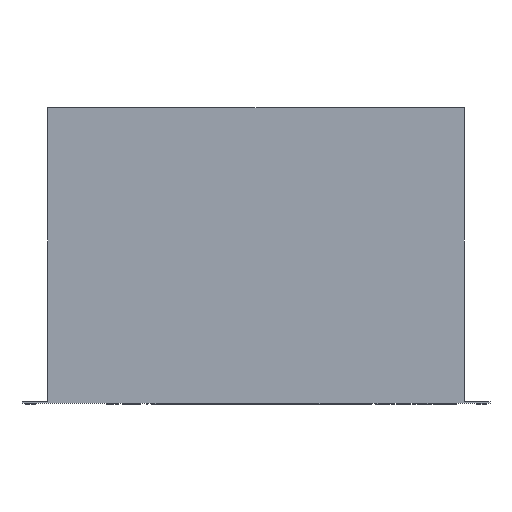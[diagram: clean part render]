
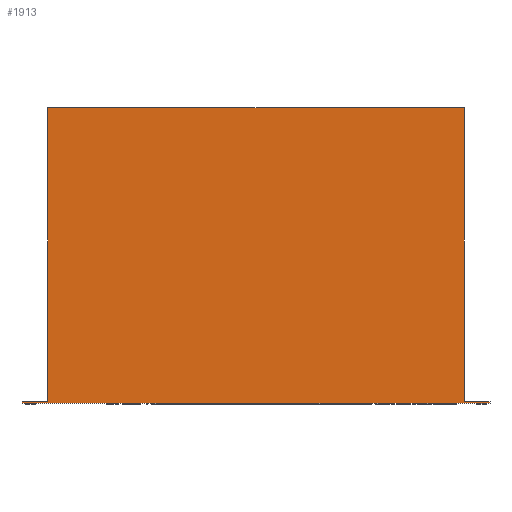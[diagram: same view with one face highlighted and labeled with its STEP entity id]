
A CAD part, front view. The second image highlights one B-rep face of the part: STEP entity #1913.
In plain terms, the highlighted planar face has unit normal (0, -1, 0).
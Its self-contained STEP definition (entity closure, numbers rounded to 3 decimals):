
#16 = VECTOR ( 'NONE', #14120, 1000. ) ;
#37 = VECTOR ( 'NONE', #6904, 1000. ) ;
#342 = ORIENTED_EDGE ( 'NONE', *, *, #8334, .F. ) ;
#452 = LINE ( 'NONE', #3228, #1295 ) ;
#988 = EDGE_CURVE ( 'NONE', #10870, #9495, #452, .T. ) ;
#1061 = EDGE_LOOP ( 'NONE', ( #14558, #2047, #14021, #11187, #16812, #342, #10996, #14452 ) ) ;
#1295 = VECTOR ( 'NONE', #15236, 1000. ) ;
#1389 = EDGE_CURVE ( 'NONE', #2822, #16481, #10227, .T. ) ;
#1609 = CARTESIAN_POINT ( 'NONE',  ( 430., 0., -0.1 ) ) ;
#1786 = DIRECTION ( 'NONE',  ( 0., 0., 1. ) ) ;
#1913 = ADVANCED_FACE ( 'NONE', ( #10644 ), #8994, .T. ) ;
#1947 = VERTEX_POINT ( 'NONE', #7688 ) ;
#2047 = ORIENTED_EDGE ( 'NONE', *, *, #5047, .F. ) ;
#2556 = DIRECTION ( 'NONE',  ( 0., -1., 0. ) ) ;
#2822 = VERTEX_POINT ( 'NONE', #2854 ) ;
#2854 = CARTESIAN_POINT ( 'NONE',  ( 430., 0., 1.9 ) ) ;
#3228 = CARTESIAN_POINT ( 'NONE',  ( 0., 0., -0.1 ) ) ;
#3524 = DIRECTION ( 'NONE',  ( 1., 0., 0. ) ) ;
#3562 = VERTEX_POINT ( 'NONE', #16980 ) ;
#4975 = LINE ( 'NONE', #15012, #16 ) ;
#5047 = EDGE_CURVE ( 'NONE', #16481, #9495, #8865, .T. ) ;
#6666 = CARTESIAN_POINT ( 'NONE',  ( 456.3, 0., -0.1 ) ) ;
#6904 = DIRECTION ( 'NONE',  ( 0., 0., -1. ) ) ;
#7312 = EDGE_CURVE ( 'NONE', #10138, #10870, #13517, .T. ) ;
#7331 = CARTESIAN_POINT ( 'NONE',  ( -26.3, 0., 1.9 ) ) ;
#7556 = LINE ( 'NONE', #14259, #15021 ) ;
#7688 = CARTESIAN_POINT ( 'NONE',  ( 0., 0., 1.9 ) ) ;
#7697 = VECTOR ( 'NONE', #3524, 1000. ) ;
#8079 = VECTOR ( 'NONE', #11487, 1000. ) ;
#8334 = EDGE_CURVE ( 'NONE', #1947, #3562, #9437, .T. ) ;
#8865 = LINE ( 'NONE', #15398, #8079 ) ;
#8994 = PLANE ( 'NONE',  #13825 ) ;
#9437 = LINE ( 'NONE', #14749, #13964 ) ;
#9495 = VERTEX_POINT ( 'NONE', #6666 ) ;
#10055 = CARTESIAN_POINT ( 'NONE',  ( 430., 0., 1.9 ) ) ;
#10138 = VERTEX_POINT ( 'NONE', #7331 ) ;
#10227 = LINE ( 'NONE', #10055, #7697 ) ;
#10295 = CARTESIAN_POINT ( 'NONE',  ( 0., 0., -0.1 ) ) ;
#10644 = FACE_OUTER_BOUND ( 'NONE', #1061, .T. ) ;
#10870 = VERTEX_POINT ( 'NONE', #15014 ) ;
#10996 = ORIENTED_EDGE ( 'NONE', *, *, #14718, .T. ) ;
#11083 = CARTESIAN_POINT ( 'NONE',  ( 456.3, 0., 1.9 ) ) ;
#11187 = ORIENTED_EDGE ( 'NONE', *, *, #16471, .T. ) ;
#11328 = CARTESIAN_POINT ( 'NONE',  ( 430., 0., 305. ) ) ;
#11416 = VECTOR ( 'NONE', #1786, 1000. ) ;
#11487 = DIRECTION ( 'NONE',  ( 0., 0., -1. ) ) ;
#11693 = DIRECTION ( 'NONE',  ( 0., 0., -1. ) ) ;
#12434 = VERTEX_POINT ( 'NONE', #11328 ) ;
#12951 = DIRECTION ( 'NONE',  ( 1., 0., 0. ) ) ;
#13517 = LINE ( 'NONE', #16045, #37 ) ;
#13825 = AXIS2_PLACEMENT_3D ( 'NONE', #10295, #2556, #11693 ) ;
#13964 = VECTOR ( 'NONE', #17200, 1000. ) ;
#14021 = ORIENTED_EDGE ( 'NONE', *, *, #1389, .F. ) ;
#14120 = DIRECTION ( 'NONE',  ( -1., 0., 0. ) ) ;
#14259 = CARTESIAN_POINT ( 'NONE',  ( 0., 0., 305. ) ) ;
#14452 = ORIENTED_EDGE ( 'NONE', *, *, #7312, .T. ) ;
#14558 = ORIENTED_EDGE ( 'NONE', *, *, #988, .T. ) ;
#14718 = EDGE_CURVE ( 'NONE', #1947, #10138, #4975, .T. ) ;
#14749 = CARTESIAN_POINT ( 'NONE',  ( 0., 0., -0.1 ) ) ;
#15012 = CARTESIAN_POINT ( 'NONE',  ( 0., 0., 1.9 ) ) ;
#15014 = CARTESIAN_POINT ( 'NONE',  ( -26.3, 0., -0.1 ) ) ;
#15021 = VECTOR ( 'NONE', #12951, 1000. ) ;
#15172 = LINE ( 'NONE', #1609, #11416 ) ;
#15236 = DIRECTION ( 'NONE',  ( 1., 0., 0. ) ) ;
#15398 = CARTESIAN_POINT ( 'NONE',  ( 456.3, 0., 1.9 ) ) ;
#15883 = EDGE_CURVE ( 'NONE', #3562, #12434, #7556, .T. ) ;
#16045 = CARTESIAN_POINT ( 'NONE',  ( -26.3, 0., 1.9 ) ) ;
#16471 = EDGE_CURVE ( 'NONE', #2822, #12434, #15172, .T. ) ;
#16481 = VERTEX_POINT ( 'NONE', #11083 ) ;
#16812 = ORIENTED_EDGE ( 'NONE', *, *, #15883, .F. ) ;
#16980 = CARTESIAN_POINT ( 'NONE',  ( 0., 0., 305. ) ) ;
#17200 = DIRECTION ( 'NONE',  ( 0., 0., 1. ) ) ;
